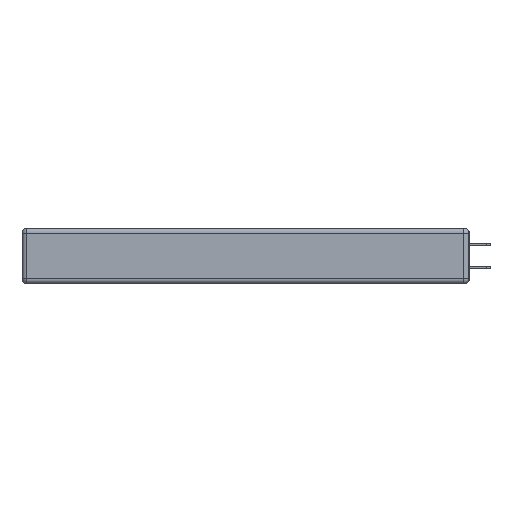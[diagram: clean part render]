
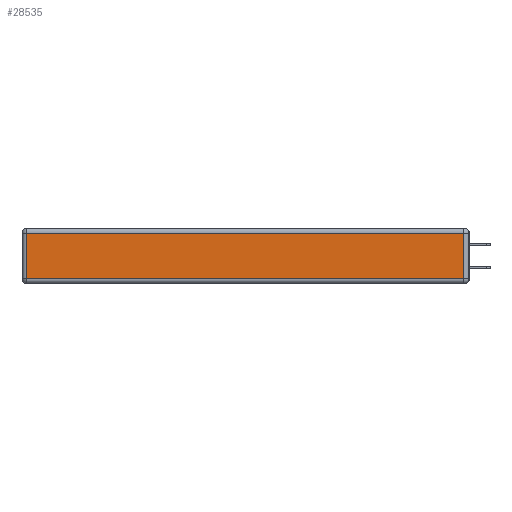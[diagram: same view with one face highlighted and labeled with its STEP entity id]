
A CAD part, left-side view. The second image highlights one B-rep face of the part: STEP entity #28535.
In plain terms, the highlighted planar face has unit normal (-1, 0, 0).
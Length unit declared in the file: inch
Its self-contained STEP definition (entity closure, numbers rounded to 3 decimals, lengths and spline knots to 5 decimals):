
#1818 = EDGE_LOOP ( 'NONE', ( #32712, #2291, #32216, #13916 ) ) ;
#2291 = ORIENTED_EDGE ( 'NONE', *, *, #23449, .T. ) ;
#2845 = LINE ( 'NONE', #7886, #28944 ) ;
#3170 = DIRECTION ( 'NONE',  ( 0., 0., 1. ) ) ;
#3257 = DIRECTION ( 'NONE',  ( -1., 0., 0. ) ) ;
#3946 = LINE ( 'NONE', #22854, #14207 ) ;
#5934 = CARTESIAN_POINT ( 'NONE',  ( 0., 2.72, -0.343 ) ) ;
#7185 = VECTOR ( 'NONE', #26414, 39.37008 ) ;
#7886 = CARTESIAN_POINT ( 'NONE',  ( 0., 2.75, -0.03 ) ) ;
#7905 = LINE ( 'NONE', #27345, #11852 ) ;
#11852 = VECTOR ( 'NONE', #27463, 39.37008 ) ;
#12213 = DIRECTION ( 'NONE',  ( 0., 0., 1. ) ) ;
#12517 = EDGE_CURVE ( 'NONE', #28359, #25951, #7905, .T. ) ;
#13648 = CARTESIAN_POINT ( 'NONE',  ( 0., 0.03, -0.313 ) ) ;
#13916 = ORIENTED_EDGE ( 'NONE', *, *, #27614, .T. ) ;
#13943 = LINE ( 'NONE', #5934, #7185 ) ;
#14207 = VECTOR ( 'NONE', #3170, 39.37008 ) ;
#20736 = EDGE_CURVE ( 'NONE', #26678, #23418, #2845, .T. ) ;
#21036 = CARTESIAN_POINT ( 'NONE',  ( 0., 0.03, -0.03 ) ) ;
#21229 = DIRECTION ( 'NONE',  ( 0., 1., 0. ) ) ;
#22161 = PLANE ( 'NONE',  #32299 ) ;
#22854 = CARTESIAN_POINT ( 'NONE',  ( 0., 0.03, -0.343 ) ) ;
#23418 = VERTEX_POINT ( 'NONE', #25472 ) ;
#23449 = EDGE_CURVE ( 'NONE', #25951, #26678, #3946, .T. ) ;
#25472 = CARTESIAN_POINT ( 'NONE',  ( 0., 2.72, -0.03 ) ) ;
#25951 = VERTEX_POINT ( 'NONE', #13648 ) ;
#26414 = DIRECTION ( 'NONE',  ( 0., 0., -1. ) ) ;
#26678 = VERTEX_POINT ( 'NONE', #21036 ) ;
#27345 = CARTESIAN_POINT ( 'NONE',  ( 0., 0., -0.313 ) ) ;
#27463 = DIRECTION ( 'NONE',  ( 0., -1., 0. ) ) ;
#27614 = EDGE_CURVE ( 'NONE', #23418, #28359, #13943, .T. ) ;
#28359 = VERTEX_POINT ( 'NONE', #31209 ) ;
#28535 = ADVANCED_FACE ( 'NONE', ( #30880 ), #22161, .T. ) ;
#28944 = VECTOR ( 'NONE', #21229, 39.37008 ) ;
#29130 = CARTESIAN_POINT ( 'NONE',  ( 0., 0., -0.343 ) ) ;
#30880 = FACE_OUTER_BOUND ( 'NONE', #1818, .T. ) ;
#31209 = CARTESIAN_POINT ( 'NONE',  ( 0., 2.72, -0.313 ) ) ;
#32216 = ORIENTED_EDGE ( 'NONE', *, *, #20736, .T. ) ;
#32299 = AXIS2_PLACEMENT_3D ( 'NONE', #29130, #3257, #12213 ) ;
#32712 = ORIENTED_EDGE ( 'NONE', *, *, #12517, .T. ) ;
